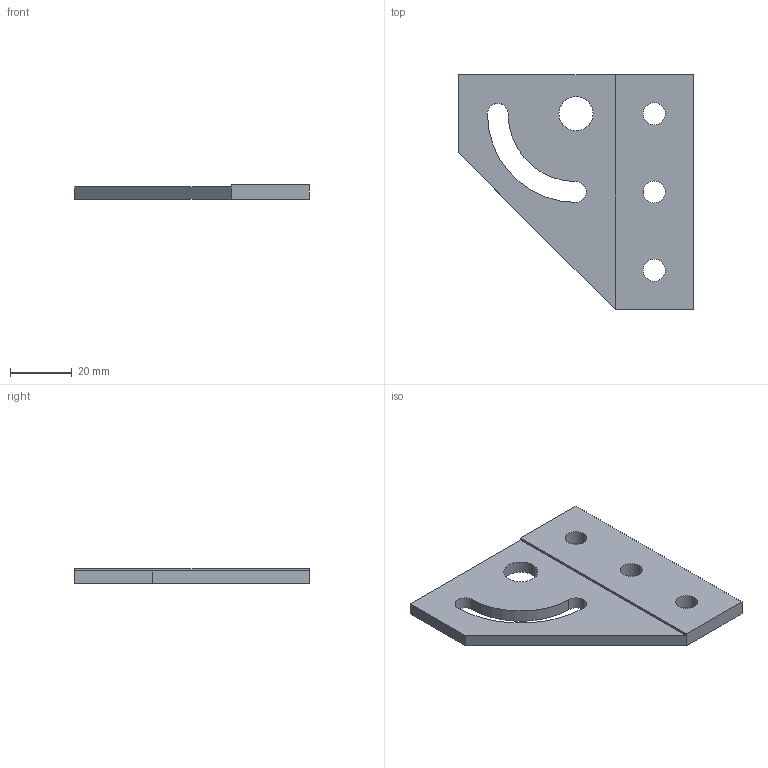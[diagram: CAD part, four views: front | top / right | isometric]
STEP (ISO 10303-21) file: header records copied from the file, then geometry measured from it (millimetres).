
FILE_DESCRIPTION (( 'STEP AP203' ), '1' );
FILE_NAME ('653070.SLDPRT.step', '2003-10-13T11:22:13', ( 'Jerry Winters' ), ( 'GoEngineer' ), 'SwSTEP 2.0', 'SolidWorks 2003174', '' );
FILE_SCHEMA (( 'CONFIG_CONTROL_DESIGN' ));
Length unit declared in the file: inch
Products named in the file (1): 653070.SLDPRT
Bounding box: 76.2 x 76.2 x 4.78 mm (x, y, z)
Volume: 17416.9 mm3; surface area: 10115.3 mm2
Topology: 1 solids, 1 shells, 22 faces, 59 edges, 39 vertices
Faces by surface type: cylinder 13, plane 9
Entity records: 800 total; most frequent: DIRECTION 131, CARTESIAN_POINT 121, ORIENTED_EDGE 118, EDGE_CURVE 59, AXIS2_PLACEMENT_3D 49, VERTEX_POINT 39, LINE 33, VECTOR 33
